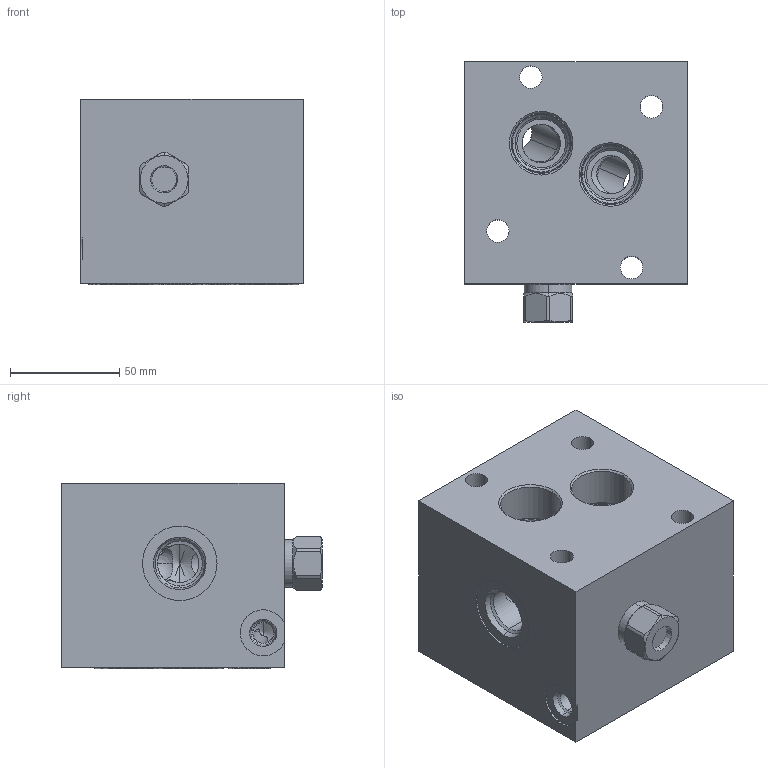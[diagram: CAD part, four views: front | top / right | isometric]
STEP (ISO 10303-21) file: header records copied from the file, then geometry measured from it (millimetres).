
FILE_DESCRIPTION((''),'2;1');
FILE_NAME('XVA_ASM','2020-01-20T',('ProEService'),(''),'PRO/ENGINEER BY PARAMETRIC TECHNOLOGY CORPORATION, 2014200','PRO/ENGINEER BY PARAMETRIC TECHNOLOGY CORPORATION, 2014200','');
FILE_SCHEMA(('CONFIG_CONTROL_DESIGN'));
Length unit declared in the file: inch
Products named in the file (5): 151-830-001; CSAAEXN; 500-001-121; 500-001-114; XVA_ASM
Assembly tree (6 placements, depth 2):
  XVA_ASM
    151-830-001
    CSAAEXN
    500-001-121  x2
    500-001-114  x2
Bounding box: 101.6 x 119.08 x 84.58 mm (x, y, z)
Volume: 736586.3 mm3; surface area: 95870.1 mm2
Topology: 7 solids, 9 shells, 390 faces, 1219 edges, 995 vertices
Faces by surface type: cylinder 165, cone 102, plane 55, torus 34, revolution 22, sphere 12
Entity records: 16654 total; most frequent: CARTESIAN_POINT 6117, DIRECTION 2236, ORIENTED_EDGE 1844, EDGE_CURVE 922, AXIS2_PLACEMENT_3D 836, VERTEX_POINT 571, VECTOR 550, LINE 550
